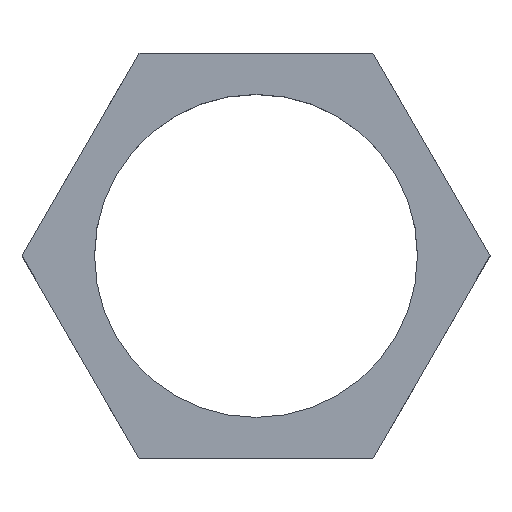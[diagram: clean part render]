
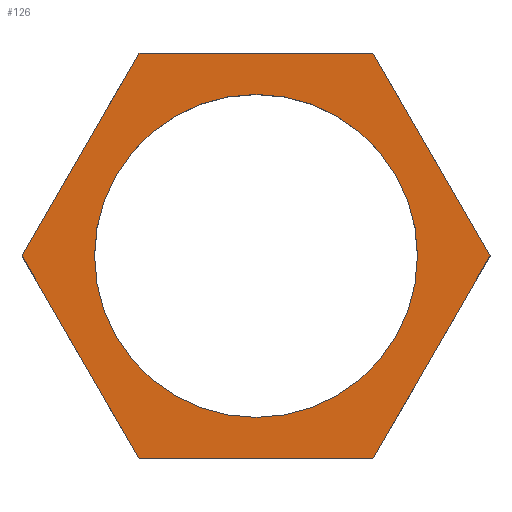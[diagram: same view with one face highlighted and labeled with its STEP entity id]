
A CAD part, top view. The second image highlights one B-rep face of the part: STEP entity #126.
In plain terms, the highlighted planar face has unit normal (0, 0, 1).
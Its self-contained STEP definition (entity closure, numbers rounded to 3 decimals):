
#109 = EDGE_CURVE ( 'NONE', #115, #118, #363, .T. ) ;
#110 = EDGE_CURVE ( 'NONE', #136, #115, #298, .T. ) ;
#114 = ORIENTED_EDGE ( 'NONE', *, *, #109, .T. ) ;
#115 = VERTEX_POINT ( 'NONE', #288 ) ;
#116 = ORIENTED_EDGE ( 'NONE', *, *, #212, .F. ) ;
#117 = EDGE_CURVE ( 'NONE', #118, #119, #287, .T. ) ;
#118 = VERTEX_POINT ( 'NONE', #268 ) ;
#119 = VERTEX_POINT ( 'NONE', #267 ) ;
#120 = ORIENTED_EDGE ( 'NONE', *, *, #121, .T. ) ;
#121 = EDGE_CURVE ( 'NONE', #119, #122, #266, .T. ) ;
#122 = VERTEX_POINT ( 'NONE', #252 ) ;
#123 = ORIENTED_EDGE ( 'NONE', *, *, #124, .T. ) ;
#124 = EDGE_CURVE ( 'NONE', #122, #125, #251, .T. ) ;
#125 = VERTEX_POINT ( 'NONE', #247 ) ;
#126 = ADVANCED_FACE ( 'NONE', ( #246, #245 ), #244, .F. ) ;
#127 = EDGE_LOOP ( 'NONE', ( #131, #116 ) ) ;
#131 = ORIENTED_EDGE ( 'NONE', *, *, #140, .F. ) ;
#134 = ORIENTED_EDGE ( 'NONE', *, *, #135, .T. ) ;
#135 = EDGE_CURVE ( 'NONE', #125, #136, #232, .T. ) ;
#136 = VERTEX_POINT ( 'NONE', #228 ) ;
#137 = ORIENTED_EDGE ( 'NONE', *, *, #110, .T. ) ;
#138 = EDGE_LOOP ( 'NONE', ( #139, #120, #123, #134, #137, #114 ) ) ;
#139 = ORIENTED_EDGE ( 'NONE', *, *, #117, .T. ) ;
#140 = EDGE_CURVE ( 'NONE', #213, #210, #227, .T. ) ;
#210 = VERTEX_POINT ( 'NONE', #545 ) ;
#212 = EDGE_CURVE ( 'NONE', #210, #213, #544, .T. ) ;
#213 = VERTEX_POINT ( 'NONE', #446 ) ;
#227 = CIRCLE ( 'NONE', #316, 23.901 ) ;
#228 = CARTESIAN_POINT ( 'NONE',  ( -17.321, -30., 6.5 ) ) ;
#229 = DIRECTION ( 'NONE',  ( 0.5, -0.866, 0. ) ) ;
#230 = VECTOR ( 'NONE', #229, 1000. ) ;
#231 = CARTESIAN_POINT ( 'NONE',  ( -34.641, 0., 6.5 ) ) ;
#232 = LINE ( 'NONE', #231, #230 ) ;
#239 = DIRECTION ( 'NONE',  ( -1., 0., 0. ) ) ;
#240 = DIRECTION ( 'NONE',  ( 0., 0., -1. ) ) ;
#241 = CARTESIAN_POINT ( 'NONE',  ( 0., 34.641, 6.5 ) ) ;
#242 = AXIS2_PLACEMENT_3D ( 'NONE', #241, #240, #239 ) ;
#244 = PLANE ( 'NONE',  #242 ) ;
#245 = FACE_OUTER_BOUND ( 'NONE', #138, .T. ) ;
#246 = FACE_BOUND ( 'NONE', #127, .T. ) ;
#247 = CARTESIAN_POINT ( 'NONE',  ( -34.641, 0., 6.5 ) ) ;
#248 = DIRECTION ( 'NONE',  ( -0.5, -0.866, 0. ) ) ;
#249 = VECTOR ( 'NONE', #248, 1000. ) ;
#250 = CARTESIAN_POINT ( 'NONE',  ( -17.321, 30., 6.5 ) ) ;
#251 = LINE ( 'NONE', #250, #249 ) ;
#252 = CARTESIAN_POINT ( 'NONE',  ( -17.321, 30., 6.5 ) ) ;
#263 = DIRECTION ( 'NONE',  ( -1., 0., 0. ) ) ;
#264 = VECTOR ( 'NONE', #263, 1000. ) ;
#265 = CARTESIAN_POINT ( 'NONE',  ( 17.321, 30., 6.5 ) ) ;
#266 = LINE ( 'NONE', #265, #264 ) ;
#267 = CARTESIAN_POINT ( 'NONE',  ( 17.321, 30., 6.5 ) ) ;
#268 = CARTESIAN_POINT ( 'NONE',  ( 34.641, 0., 6.5 ) ) ;
#269 = DIRECTION ( 'NONE',  ( -0.5, 0.866, 0. ) ) ;
#270 = VECTOR ( 'NONE', #269, 1000. ) ;
#271 = CARTESIAN_POINT ( 'NONE',  ( 34.641, 0., 6.5 ) ) ;
#287 = LINE ( 'NONE', #271, #270 ) ;
#288 = CARTESIAN_POINT ( 'NONE',  ( 17.321, -30., 6.5 ) ) ;
#295 = DIRECTION ( 'NONE',  ( 1., 0., 0. ) ) ;
#296 = VECTOR ( 'NONE', #295, 1000. ) ;
#297 = CARTESIAN_POINT ( 'NONE',  ( -17.321, -30., 6.5 ) ) ;
#298 = LINE ( 'NONE', #297, #296 ) ;
#313 = DIRECTION ( 'NONE',  ( 1., 0., 0. ) ) ;
#314 = DIRECTION ( 'NONE',  ( 0., 0., 1. ) ) ;
#315 = CARTESIAN_POINT ( 'NONE',  ( 0., 0., 6.5 ) ) ;
#316 = AXIS2_PLACEMENT_3D ( 'NONE', #315, #314, #313 ) ;
#360 = DIRECTION ( 'NONE',  ( 0.5, 0.866, 0. ) ) ;
#361 = VECTOR ( 'NONE', #360, 1000. ) ;
#362 = CARTESIAN_POINT ( 'NONE',  ( 17.321, -30., 6.5 ) ) ;
#363 = LINE ( 'NONE', #362, #361 ) ;
#446 = CARTESIAN_POINT ( 'NONE',  ( 23.901, 0., 6.5 ) ) ;
#447 = DIRECTION ( 'NONE',  ( 1., 0., 0. ) ) ;
#448 = DIRECTION ( 'NONE',  ( 0., 0., 1. ) ) ;
#449 = CARTESIAN_POINT ( 'NONE',  ( 0., 0., 6.5 ) ) ;
#450 = AXIS2_PLACEMENT_3D ( 'NONE', #449, #448, #447 ) ;
#544 = CIRCLE ( 'NONE', #450, 23.901 ) ;
#545 = CARTESIAN_POINT ( 'NONE',  ( -23.901, 0., 6.5 ) ) ;
